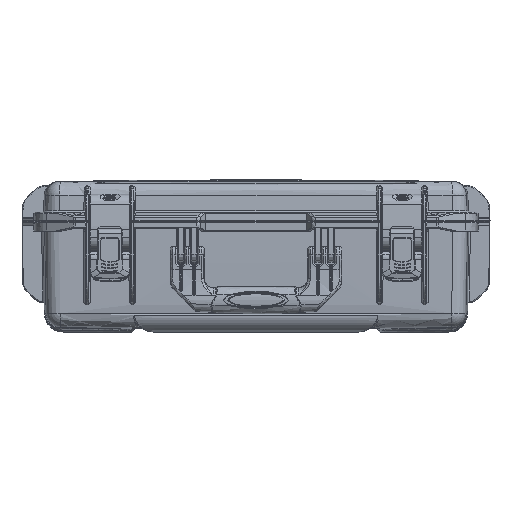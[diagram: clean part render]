
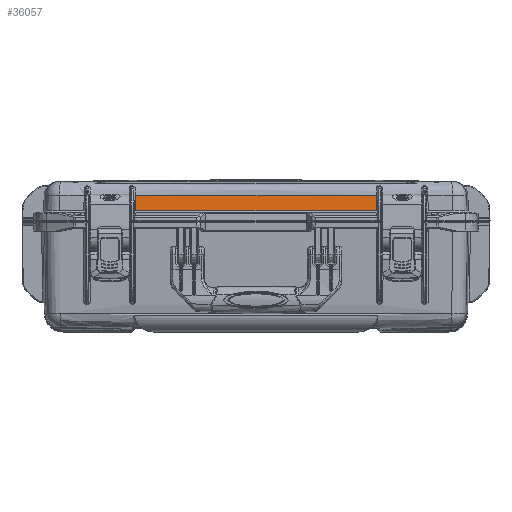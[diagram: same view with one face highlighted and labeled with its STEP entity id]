
A CAD part, front view. The second image highlights one B-rep face of the part: STEP entity #36057.
In plain terms, the highlighted conical face has half-angle 2.5 degrees and reference radius 13317 mm.
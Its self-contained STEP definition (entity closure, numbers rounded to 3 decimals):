
#1776 = DIRECTION ( 'NONE',  ( 0., 0., -1. ) ) ;
#2752 = B_SPLINE_CURVE_WITH_KNOTS ( 'NONE', 3,
 ( #13604, #94987, #257751, #176363, #235073, #36256, #133654, #92317, #237746, #72287, #14929, #117598, #253797, #213748, #193695 ),
 .UNSPECIFIED., .F., .F.,
 ( 4, 2, 2, 1, 1, 1, 2, 2, 4 ),
 ( 0., 0.25, 0.375, 0.437, 0.469, 0.484, 0.492, 0.5, 1. ),
 .UNSPECIFIED. ) ;
#6932 = VERTEX_POINT ( 'NONE', #44513 ) ;
#8018 = CARTESIAN_POINT ( 'NONE',  ( -149.222, -148.057, 13.913 ) ) ;
#9526 = ORIENTED_EDGE ( 'NONE', *, *, #11623, .T. ) ;
#11623 = EDGE_CURVE ( 'NONE', #199979, #249864, #2752, .T. ) ;
#13604 = CARTESIAN_POINT ( 'NONE',  ( 149.556, -147.217, 33.063 ) ) ;
#14860 = CARTESIAN_POINT ( 'NONE',  ( -149.261, -147.963, 16.04 ) ) ;
#14929 = CARTESIAN_POINT ( 'NONE',  ( 1.457, -148.05, 33.213 ) ) ;
#29357 = CARTESIAN_POINT ( 'NONE',  ( 49.745, -149.171, 13.913 ) ) ;
#36057 = ADVANCED_FACE ( 'NONE', ( #227206 ), #148322, .T. ) ;
#36256 = CARTESIAN_POINT ( 'NONE',  ( 29.523, -148.019, 33.207 ) ) ;
#44513 = CARTESIAN_POINT ( 'NONE',  ( 149.222, -148.057, 13.913 ) ) ;
#54100 = ORIENTED_EDGE ( 'NONE', *, *, #147501, .T. ) ;
#56250 = CARTESIAN_POINT ( 'NONE',  ( 149.222, -148.057, 13.913 ) ) ;
#72287 = CARTESIAN_POINT ( 'NONE',  ( 2.915, -148.05, 33.213 ) ) ;
#80191 = CARTESIAN_POINT ( 'NONE',  ( 149.444, -147.497, 26.679 ) ) ;
#81815 = CARTESIAN_POINT ( 'NONE',  ( 0., 13168.55, 23.564 ) ) ;
#90708 = CARTESIAN_POINT ( 'NONE',  ( -49.745, -149.171, 13.913 ) ) ;
#92317 = CARTESIAN_POINT ( 'NONE',  ( 10.235, -148.047, 33.212 ) ) ;
#94987 = CARTESIAN_POINT ( 'NONE',  ( 122.996, -147.513, 33.113 ) ) ;
#97538 = CARTESIAN_POINT ( 'NONE',  ( -149.318, -147.823, 19.231 ) ) ;
#112359 = CARTESIAN_POINT ( 'NONE',  ( -149.561, -147.217, 33.062 ) ) ;
#117598 = CARTESIAN_POINT ( 'NONE',  ( 0.726, -148.05, 33.213 ) ) ;
#118630 = VERTEX_POINT ( 'NONE', #255799 ) ;
#129256 = EDGE_CURVE ( 'NONE', #6932, #199979, #228692, .T. ) ;
#133654 = CARTESIAN_POINT ( 'NONE',  ( 20.559, -148.036, 33.21 ) ) ;
#138854 = CARTESIAN_POINT ( 'NONE',  ( -149.222, -148.057, 13.913 ) ) ;
#147501 = EDGE_CURVE ( 'NONE', #118630, #6932, #148622, .T. ) ;
#148322 = CONICAL_SURFACE ( 'NONE', #207950, 13317.021, 0.044 ) ;
#148622 = B_SPLINE_CURVE_WITH_KNOTS ( 'NONE', 3,
 ( #8018, #90708, #29357, #254822 ),
 .UNSPECIFIED., .F., .F.,
 ( 4, 4 ),
 ( 0., 1. ),
 .UNSPECIFIED. ) ;
#156244 = CARTESIAN_POINT ( 'NONE',  ( -149.561, -147.217, 33.062 ) ) ;
#168089 = ORIENTED_EDGE ( 'NONE', *, *, #208843, .T. ) ;
#171973 = CARTESIAN_POINT ( 'NONE',  ( 149.556, -147.217, 33.063 ) ) ;
#176363 = CARTESIAN_POINT ( 'NONE',  ( 59.863, -147.922, 33.188 ) ) ;
#177612 = CARTESIAN_POINT ( 'NONE',  ( -149.522, -147.31, 30.934 ) ) ;
#180296 = CARTESIAN_POINT ( 'NONE',  ( 149.333, -147.777, 20.296 ) ) ;
#188051 = ORIENTED_EDGE ( 'NONE', *, *, #129256, .T. ) ;
#193695 = CARTESIAN_POINT ( 'NONE',  ( -149.561, -147.217, 33.062 ) ) ;
#199979 = VERTEX_POINT ( 'NONE', #171973 ) ;
#207950 = AXIS2_PLACEMENT_3D ( 'NONE', #81815, #1776, #244624 ) ;
#208843 = EDGE_CURVE ( 'NONE', #249864, #118630, #250828, .T. ) ;
#213748 = CARTESIAN_POINT ( 'NONE',  ( -96.324, -147.81, 33.163 ) ) ;
#217663 = CARTESIAN_POINT ( 'NONE',  ( -149.465, -147.45, 27.744 ) ) ;
#217742 = CARTESIAN_POINT ( 'NONE',  ( 149.556, -147.217, 33.063 ) ) ;
#227206 = FACE_OUTER_BOUND ( 'NONE', #230326, .T. ) ;
#228692 = B_SPLINE_CURVE_WITH_KNOTS ( 'NONE', 3,
 ( #56250, #180296, #80191, #217742 ),
 .UNSPECIFIED., .F., .F.,
 ( 4, 4 ),
 ( 0., 1. ),
 .UNSPECIFIED. ) ;
#230326 = EDGE_LOOP ( 'NONE', ( #188051, #9526, #168089, #54100 ) ) ;
#235073 = CARTESIAN_POINT ( 'NONE',  ( 47.605, -147.971, 33.197 ) ) ;
#237746 = CARTESIAN_POINT ( 'NONE',  ( 5.106, -148.049, 33.213 ) ) ;
#244624 = DIRECTION ( 'NONE',  ( 1., 0., 0. ) ) ;
#249864 = VERTEX_POINT ( 'NONE', #112359 ) ;
#250828 = B_SPLINE_CURVE_WITH_KNOTS ( 'NONE', 3,
 ( #156244, #177612, #217663, #97538, #14860, #138854 ),
 .UNSPECIFIED., .F., .F.,
 ( 4, 2, 4 ),
 ( 0., 0.5, 1. ),
 .UNSPECIFIED. ) ;
#253797 = CARTESIAN_POINT ( 'NONE',  ( -46.469, -148.05, 33.213 ) ) ;
#254822 = CARTESIAN_POINT ( 'NONE',  ( 149.222, -148.057, 13.913 ) ) ;
#255799 = CARTESIAN_POINT ( 'NONE',  ( -149.222, -148.057, 13.913 ) ) ;
#257751 = CARTESIAN_POINT ( 'NONE',  ( 97.253, -147.721, 33.15 ) ) ;
